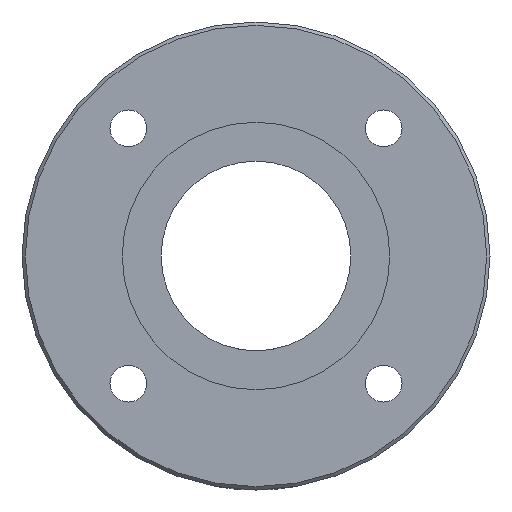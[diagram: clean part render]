
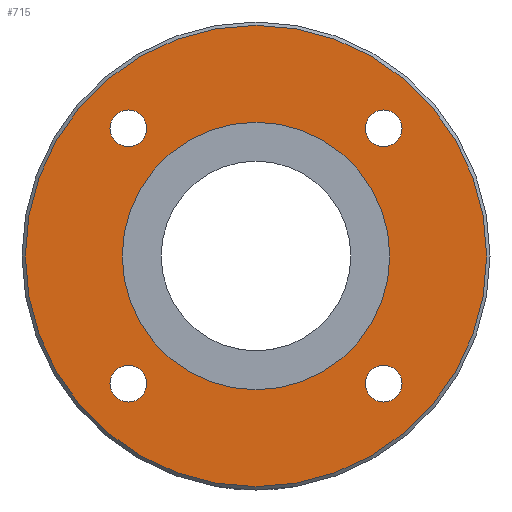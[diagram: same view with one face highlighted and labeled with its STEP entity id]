
A CAD part, front view. The second image highlights one B-rep face of the part: STEP entity #715.
In plain terms, the highlighted planar face has unit normal (0, -1, 0).
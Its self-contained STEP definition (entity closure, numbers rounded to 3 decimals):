
#35=FACE_BOUND('',#159,.T.);
#36=FACE_BOUND('',#160,.T.);
#37=FACE_BOUND('',#161,.T.);
#38=FACE_BOUND('',#162,.T.);
#39=FACE_BOUND('',#163,.T.);
#54=PLANE('',#817);
#110=FACE_OUTER_BOUND('',#158,.T.);
#158=EDGE_LOOP('',(#539));
#159=EDGE_LOOP('',(#540));
#160=EDGE_LOOP('',(#541));
#161=EDGE_LOOP('',(#542));
#162=EDGE_LOOP('',(#543));
#163=EDGE_LOOP('',(#544));
#307=CIRCLE('',#816,34.5);
#308=CIRCLE('',#818,2.75);
#309=CIRCLE('',#819,2.75);
#310=CIRCLE('',#820,2.75);
#311=CIRCLE('',#821,2.75);
#312=CIRCLE('',#822,20.);
#355=VERTEX_POINT('',#1330);
#356=VERTEX_POINT('',#1334);
#357=VERTEX_POINT('',#1336);
#358=VERTEX_POINT('',#1338);
#359=VERTEX_POINT('',#1340);
#360=VERTEX_POINT('',#1342);
#425=EDGE_CURVE('',#355,#355,#307,.T.);
#426=EDGE_CURVE('',#356,#356,#308,.T.);
#427=EDGE_CURVE('',#357,#357,#309,.T.);
#428=EDGE_CURVE('',#358,#358,#310,.T.);
#429=EDGE_CURVE('',#359,#359,#311,.T.);
#430=EDGE_CURVE('',#360,#360,#312,.T.);
#539=ORIENTED_EDGE('',*,*,#425,.F.);
#540=ORIENTED_EDGE('',*,*,#426,.T.);
#541=ORIENTED_EDGE('',*,*,#427,.T.);
#542=ORIENTED_EDGE('',*,*,#428,.T.);
#543=ORIENTED_EDGE('',*,*,#429,.T.);
#544=ORIENTED_EDGE('',*,*,#430,.T.);
#715=ADVANCED_FACE('',(#110,#35,#36,#37,#38,#39),#54,.F.);
#816=AXIS2_PLACEMENT_3D('',#1332,#932,#933);
#817=AXIS2_PLACEMENT_3D('',#1333,#934,#935);
#818=AXIS2_PLACEMENT_3D('',#1335,#936,#937);
#819=AXIS2_PLACEMENT_3D('',#1337,#938,#939);
#820=AXIS2_PLACEMENT_3D('',#1339,#940,#941);
#821=AXIS2_PLACEMENT_3D('',#1341,#942,#943);
#822=AXIS2_PLACEMENT_3D('',#1343,#944,#945);
#932=DIRECTION('center_axis',(0.,1.,0.));
#933=DIRECTION('ref_axis',(1.,0.,0.));
#934=DIRECTION('center_axis',(0.,1.,0.));
#935=DIRECTION('ref_axis',(0.,0.,1.));
#936=DIRECTION('center_axis',(0.,1.,0.));
#937=DIRECTION('ref_axis',(1.,0.,0.));
#938=DIRECTION('center_axis',(0.,1.,0.));
#939=DIRECTION('ref_axis',(0.,0.,-1.));
#940=DIRECTION('center_axis',(0.,1.,0.));
#941=DIRECTION('ref_axis',(-1.,0.,0.));
#942=DIRECTION('center_axis',(0.,1.,0.));
#943=DIRECTION('ref_axis',(0.,0.,1.));
#944=DIRECTION('center_axis',(0.,1.,0.));
#945=DIRECTION('ref_axis',(1.,0.,0.));
#1330=CARTESIAN_POINT('',(-34.5,0.,0.));
#1332=CARTESIAN_POINT('Origin',(0.,0.,0.));
#1333=CARTESIAN_POINT('Origin',(0.,0.,0.));
#1334=CARTESIAN_POINT('',(-21.842,0.,-19.092));
#1335=CARTESIAN_POINT('Origin',(-19.092,0.,-19.092));
#1336=CARTESIAN_POINT('',(-19.092,0.,21.842));
#1337=CARTESIAN_POINT('Origin',(-19.092,0.,19.092));
#1338=CARTESIAN_POINT('',(21.842,0.,19.092));
#1339=CARTESIAN_POINT('Origin',(19.092,0.,19.092));
#1340=CARTESIAN_POINT('',(19.092,0.,-21.842));
#1341=CARTESIAN_POINT('Origin',(19.092,0.,-19.092));
#1342=CARTESIAN_POINT('',(-20.,0.,0.));
#1343=CARTESIAN_POINT('Origin',(0.,0.,0.));
